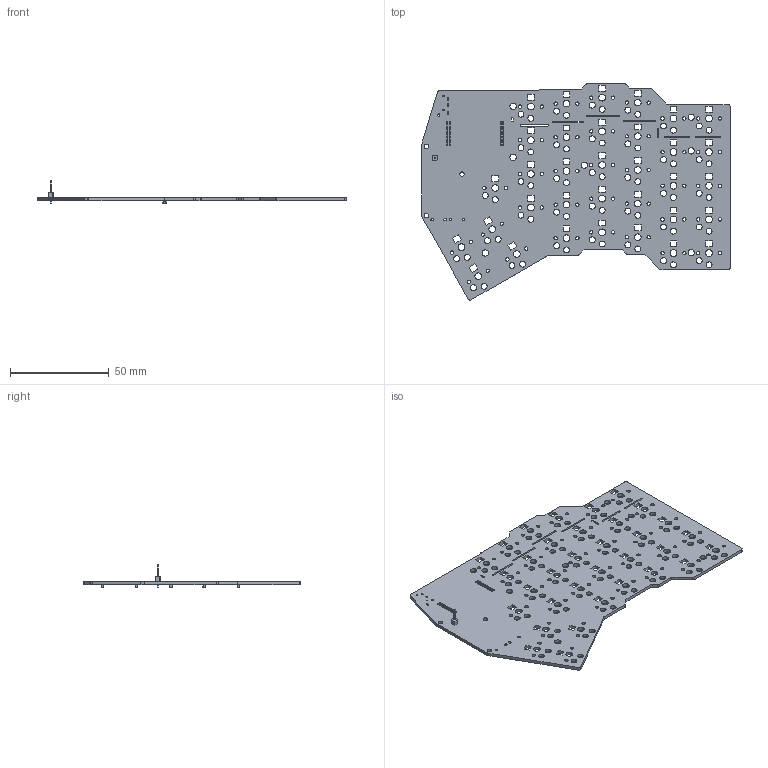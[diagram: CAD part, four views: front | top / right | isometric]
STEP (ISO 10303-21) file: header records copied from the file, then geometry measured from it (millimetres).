
FILE_DESCRIPTION(('KiCad electronic assembly'),'2;1');
FILE_NAME('ZodiPact-Right(NoPads).step','2024-06-02T12:17:20',('Pcbnew') ,('Kicad'),'Open CASCADE STEP processor 7.7','KiCad to STEP converter' ,'Unknown');
FILE_SCHEMA(('AUTOMOTIVE_DESIGN { 1 0 10303 214 1 1 1 1 }'));
Length unit declared in the file: millimetre
Products named in the file (6): ZodiPact-Right(NoPads) 1; PinHeader_1x01_P2.54mm_Vertical; PinHeader_1x01_P254mm_Vertical; C_0805_2012Metric; ZodiPact-Right_PCB
Assembly tree (9 placements, depth 3):
  ZodiPact-Right(NoPads) 1
    PinHeader_1x01_P2.54mm_Vertical
      PinHeader_1x01_P254mm_Vertical
    C_0805_2012Metric  x5
      C_0805_2012Metric
    ZodiPact-Right_PCB
Bounding box: 155.6 x 109.27 x 11.54 mm (x, y, z)
Volume: 19134.4 mm3; surface area: 28315.1 mm2
Topology: 7 solids, 7 shells, 626 faces, 1792 edges, 1192 vertices
Faces by surface type: cylinder 332, plane 294
Full cylindrical faces by diameter (mm): 0.6 x40, 0.8 x2, 1 x1, 1.3 x4, 1.7 x68, 2.2 x3, 3 x68, 3.2 x7, 3.4 x34
Entity records: 18859 total; most frequent: DIRECTION 3120, CARTESIAN_POINT 3028, ORIENTED_EDGE 3008, EDGE_CURVE 1504, AXIS2_PLACEMENT_3D 1092, FACE_BOUND 1064, EDGE_LOOP 1064, VERTEX_POINT 1000
